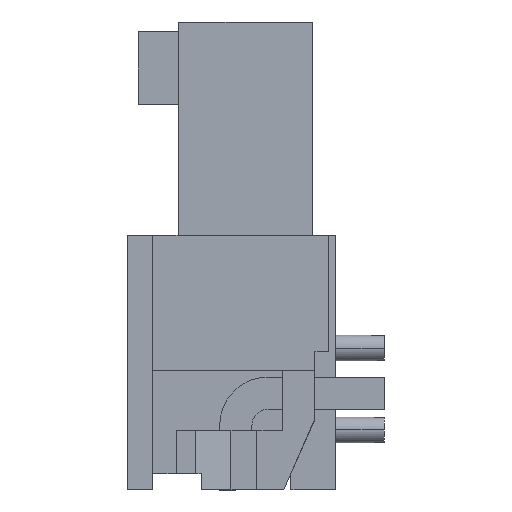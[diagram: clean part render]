
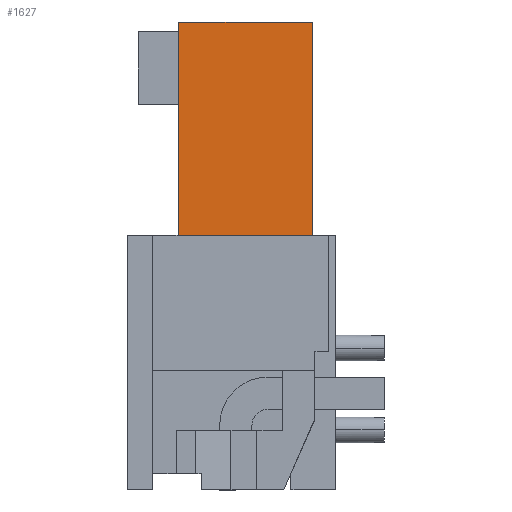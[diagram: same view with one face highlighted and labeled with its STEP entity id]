
A CAD part, left-side view. The second image highlights one B-rep face of the part: STEP entity #1627.
In plain terms, the highlighted planar face has unit normal (-1, 0, 0).
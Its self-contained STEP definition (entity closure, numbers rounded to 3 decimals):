
#831=CARTESIAN_POINT('Vertex',(5.582,2.222,7.9)) ;
#834=CARTESIAN_POINT('Line Origine',(5.582,4.296,7.9)) ;
#838=CARTESIAN_POINT('Vertex',(5.582,6.37,7.9)) ;
#1589=CARTESIAN_POINT('Vertex',(5.582,2.222,14.5)) ;
#1592=CARTESIAN_POINT('Line Origine',(5.582,2.222,11.2)) ;
#1604=CARTESIAN_POINT('Axis2P3D Location',(5.582,2.222,7.9)) ;
#1609=CARTESIAN_POINT('Line Origine',(5.582,4.296,14.5)) ;
#1613=CARTESIAN_POINT('Vertex',(5.582,6.37,14.5)) ;
#1616=CARTESIAN_POINT('Line Origine',(5.582,6.37,11.2)) ;
#835=DIRECTION('Vector Direction',(0.,1.,0.)) ;
#1593=DIRECTION('Vector Direction',(0.,0.,1.)) ;
#1605=DIRECTION('Axis2P3D Direction',(1.,0.,0.)) ;
#1606=DIRECTION('Axis2P3D XDirection',(0.,1.,0.)) ;
#1610=DIRECTION('Vector Direction',(0.,1.,0.)) ;
#1617=DIRECTION('Vector Direction',(0.,0.,1.)) ;
#1607=AXIS2_PLACEMENT_3D('Plane Axis2P3D',#1604,#1605,#1606) ;
#1622=ORIENTED_EDGE('',*,*,#1615,.T.) ;
#1623=ORIENTED_EDGE('',*,*,#1620,.F.) ;
#1624=ORIENTED_EDGE('',*,*,#840,.T.) ;
#1625=ORIENTED_EDGE('',*,*,#1596,.T.) ;
#836=VECTOR('Line Direction',#835,1.) ;
#1594=VECTOR('Line Direction',#1593,1.) ;
#1611=VECTOR('Line Direction',#1610,1.) ;
#1618=VECTOR('Line Direction',#1617,1.) ;
#1627=ADVANCED_FACE('HOUSING',(#1626),#1608,.F.) ;
#840=EDGE_CURVE('',#839,#832,#837,.F.) ;
#1596=EDGE_CURVE('',#832,#1590,#1595,.T.) ;
#1615=EDGE_CURVE('',#1590,#1614,#1612,.T.) ;
#1620=EDGE_CURVE('',#839,#1614,#1619,.T.) ;
#1621=EDGE_LOOP('',(#1622,#1623,#1624,#1625)) ;
#1626=FACE_OUTER_BOUND('',#1621,.T.) ;
#837=LINE('Line',#834,#836) ;
#1595=LINE('Line',#1592,#1594) ;
#1612=LINE('Line',#1609,#1611) ;
#1619=LINE('Line',#1616,#1618) ;
#1608=PLANE('',#1607) ;
#832=VERTEX_POINT('',#831) ;
#839=VERTEX_POINT('',#838) ;
#1590=VERTEX_POINT('',#1589) ;
#1614=VERTEX_POINT('',#1613) ;
